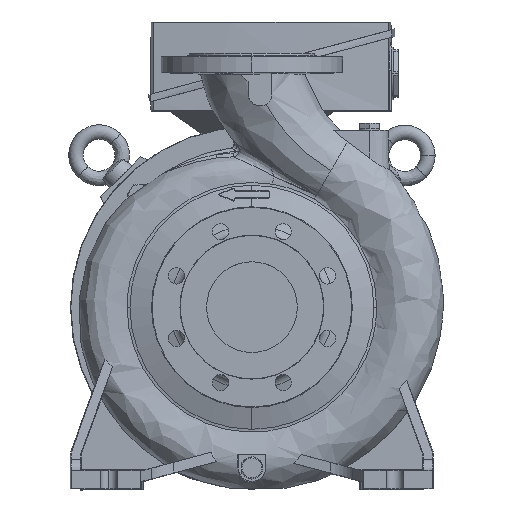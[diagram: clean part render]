
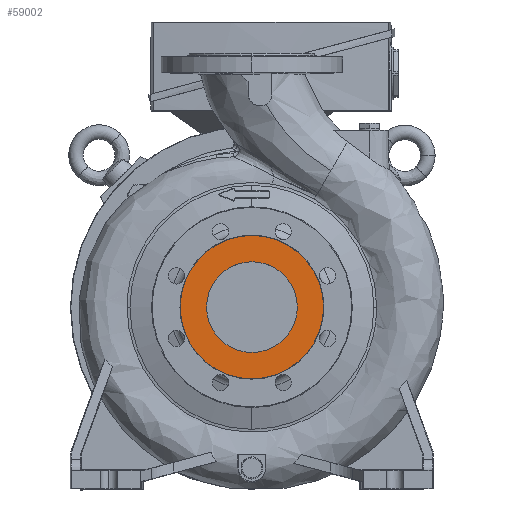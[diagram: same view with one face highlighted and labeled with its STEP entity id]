
A CAD part, top view. The second image highlights one B-rep face of the part: STEP entity #59002.
In plain terms, the highlighted face is planar.
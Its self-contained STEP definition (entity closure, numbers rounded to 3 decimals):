
#3201 = FACE_OUTER_BOUND ( 'NONE', #106837, .T. ) ;
#5276 = DIRECTION ( 'NONE',  ( 0., 0., -1. ) ) ;
#7752 = DIRECTION ( 'NONE',  ( 0., 0., 1. ) ) ;
#17714 = ORIENTED_EDGE ( 'NONE', *, *, #68320, .F. ) ;
#18855 = CIRCLE ( 'NONE', #98811, 50. ) ;
#18929 = AXIS2_PLACEMENT_3D ( 'NONE', #29925, #29213, #7752 ) ;
#24917 = CARTESIAN_POINT ( 'NONE',  ( 185., 0., 50. ) ) ;
#25758 = CIRCLE ( 'NONE', #18929, 79. ) ;
#26965 = CARTESIAN_POINT ( 'NONE',  ( 185., 0., -50. ) ) ;
#29213 = DIRECTION ( 'NONE',  ( 1., 0., 0. ) ) ;
#29925 = CARTESIAN_POINT ( 'NONE',  ( 185., 0., 0. ) ) ;
#33408 = CARTESIAN_POINT ( 'NONE',  ( 185., 0., 0. ) ) ;
#35336 = CARTESIAN_POINT ( 'NONE',  ( 185., 0., 0. ) ) ;
#36075 = DIRECTION ( 'NONE',  ( -1., 0., 0. ) ) ;
#46303 = CIRCLE ( 'NONE', #137720, 79. ) ;
#46824 = PLANE ( 'NONE',  #127650 ) ;
#47480 = DIRECTION ( 'NONE',  ( 1., 0., 0. ) ) ;
#48645 = CIRCLE ( 'NONE', #85210, 50. ) ;
#49182 = CARTESIAN_POINT ( 'NONE',  ( 185., 0., 79. ) ) ;
#54174 = DIRECTION ( 'NONE',  ( 1., 0., 0. ) ) ;
#59002 = ADVANCED_FACE ( 'NONE', ( #111936, #3201 ), #46824, .F. ) ;
#62797 = CARTESIAN_POINT ( 'NONE',  ( 185., 0., -79. ) ) ;
#64968 = ORIENTED_EDGE ( 'NONE', *, *, #139303, .T. ) ;
#68320 = EDGE_CURVE ( 'NONE', #130610, #81449, #18855, .T. ) ;
#71724 = EDGE_CURVE ( 'NONE', #81449, #130610, #48645, .T. ) ;
#73180 = ORIENTED_EDGE ( 'NONE', *, *, #138714, .T. ) ;
#79673 = DIRECTION ( 'NONE',  ( 0., 0., 1. ) ) ;
#81449 = VERTEX_POINT ( 'NONE', #24917 ) ;
#85210 = AXIS2_PLACEMENT_3D ( 'NONE', #35336, #47480, #5276 ) ;
#88576 = VERTEX_POINT ( 'NONE', #49182 ) ;
#94492 = DIRECTION ( 'NONE',  ( 1., 0., 0. ) ) ;
#95187 = DIRECTION ( 'NONE',  ( 0., 0., 1. ) ) ;
#97828 = DIRECTION ( 'NONE',  ( 0., 0., -1. ) ) ;
#98811 = AXIS2_PLACEMENT_3D ( 'NONE', #33408, #54174, #97828 ) ;
#101152 = ORIENTED_EDGE ( 'NONE', *, *, #71724, .F. ) ;
#105939 = CARTESIAN_POINT ( 'NONE',  ( 185., 0., 0. ) ) ;
#106837 = EDGE_LOOP ( 'NONE', ( #73180, #64968 ) ) ;
#107198 = VERTEX_POINT ( 'NONE', #62797 ) ;
#111936 = FACE_BOUND ( 'NONE', #117895, .T. ) ;
#117895 = EDGE_LOOP ( 'NONE', ( #17714, #101152 ) ) ;
#127650 = AXIS2_PLACEMENT_3D ( 'NONE', #134104, #36075, #79673 ) ;
#130610 = VERTEX_POINT ( 'NONE', #26965 ) ;
#134104 = CARTESIAN_POINT ( 'NONE',  ( 185., -158., 158. ) ) ;
#137720 = AXIS2_PLACEMENT_3D ( 'NONE', #105939, #94492, #95187 ) ;
#138714 = EDGE_CURVE ( 'NONE', #88576, #107198, #46303, .T. ) ;
#139303 = EDGE_CURVE ( 'NONE', #107198, #88576, #25758, .T. ) ;
